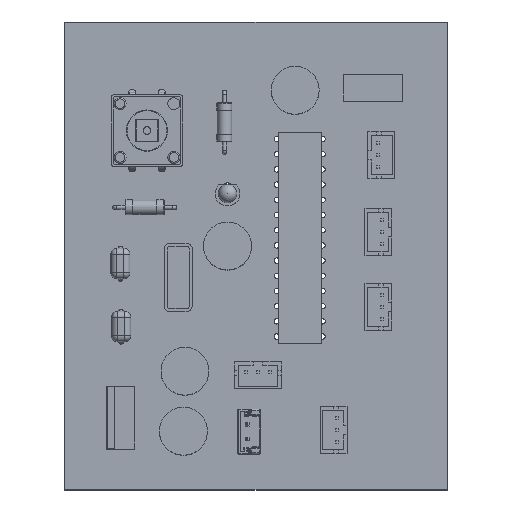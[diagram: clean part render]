
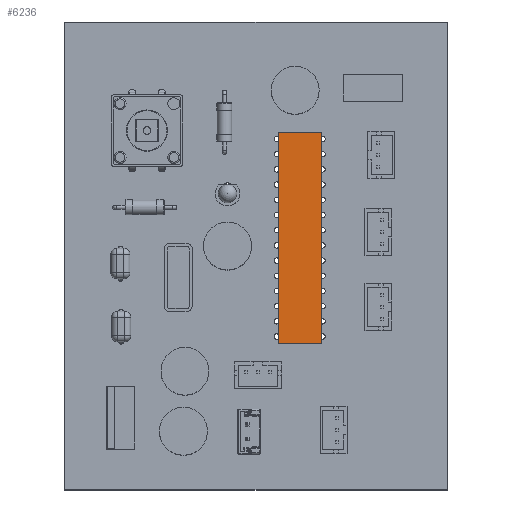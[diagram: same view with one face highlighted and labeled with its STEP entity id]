
A CAD part, top view. The second image highlights one B-rep face of the part: STEP entity #6236.
In plain terms, the highlighted planar face has unit normal (0, 0, 1).
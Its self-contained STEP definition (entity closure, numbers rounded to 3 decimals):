
#6107 = VERTEX_POINT('',#6108);
#6108 = CARTESIAN_POINT('',(-3.6,-17.65,4.58));
#6114 = EDGE_CURVE('',#6107,#6115,#6117,.T.);
#6115 = VERTEX_POINT('',#6116);
#6116 = CARTESIAN_POINT('',(3.6,-17.65,4.58));
#6117 = LINE('',#6118,#6119);
#6118 = CARTESIAN_POINT('',(-3.6,-17.65,4.58));
#6119 = VECTOR('',#6120,1.);
#6120 = DIRECTION('',(1.,0.,0.));
#6145 = EDGE_CURVE('',#6115,#6146,#6148,.T.);
#6146 = VERTEX_POINT('',#6147);
#6147 = CARTESIAN_POINT('',(3.6,17.65,4.58));
#6148 = LINE('',#6149,#6150);
#6149 = CARTESIAN_POINT('',(3.6,-17.65,4.58));
#6150 = VECTOR('',#6151,1.);
#6151 = DIRECTION('',(0.,1.,0.));
#6176 = EDGE_CURVE('',#6146,#6177,#6179,.T.);
#6177 = VERTEX_POINT('',#6178);
#6178 = CARTESIAN_POINT('',(-3.6,17.65,4.58));
#6179 = LINE('',#6180,#6181);
#6180 = CARTESIAN_POINT('',(3.6,17.65,4.58));
#6181 = VECTOR('',#6182,1.);
#6182 = DIRECTION('',(-1.,0.,0.));
#6207 = EDGE_CURVE('',#6177,#6107,#6208,.T.);
#6208 = LINE('',#6209,#6210);
#6209 = CARTESIAN_POINT('',(-3.6,17.65,4.58));
#6210 = VECTOR('',#6211,1.);
#6211 = DIRECTION('',(0.,-1.,0.));
#6236 = ADVANCED_FACE('',(#6237),#6243,.F.);
#6237 = FACE_BOUND('',#6238,.T.);
#6238 = EDGE_LOOP('',(#6239,#6240,#6241,#6242));
#6239 = ORIENTED_EDGE('',*,*,#6114,.T.);
#6240 = ORIENTED_EDGE('',*,*,#6145,.T.);
#6241 = ORIENTED_EDGE('',*,*,#6176,.T.);
#6242 = ORIENTED_EDGE('',*,*,#6207,.T.);
#6243 = PLANE('',#6244);
#6244 = AXIS2_PLACEMENT_3D('',#6245,#6246,#6247);
#6245 = CARTESIAN_POINT('',(-3.6,-17.65,4.58));
#6246 = DIRECTION('',(0.,0.,-1.));
#6247 = DIRECTION('',(-1.,0.,0.));
